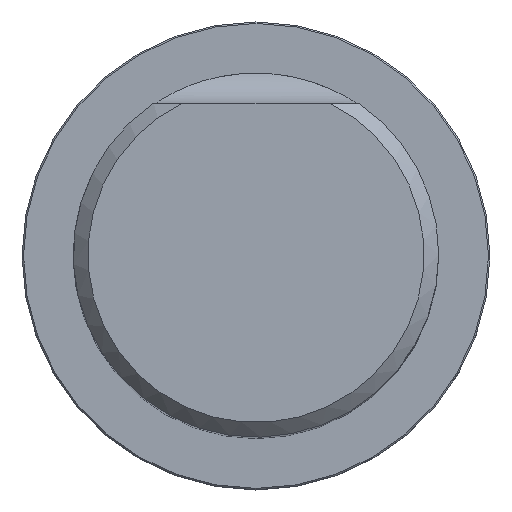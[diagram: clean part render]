
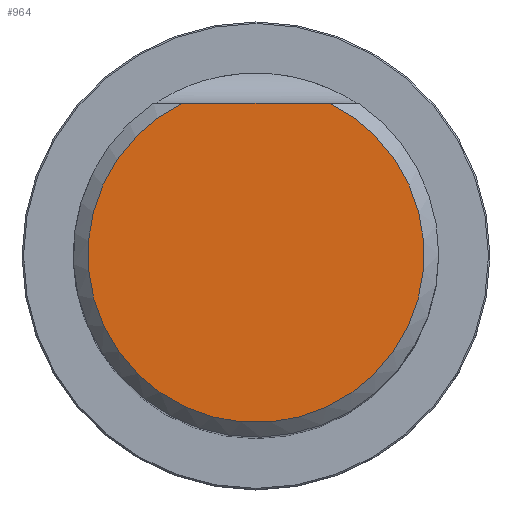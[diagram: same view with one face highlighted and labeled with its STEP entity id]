
A CAD part, top view. The second image highlights one B-rep face of the part: STEP entity #964.
In plain terms, the highlighted planar face has unit normal (0, 0, 1).
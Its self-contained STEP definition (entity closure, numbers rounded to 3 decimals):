
#204=PLANE('',#4978);
#428=LINE('',#7253,#670);
#670=VECTOR('',#5589,1.);
#964=ADVANCED_FACE('CU_SU_1',(#1298),#204,.T.);
#1298=FACE_OUTER_BOUND('',#1536,.T.);
#1536=EDGE_LOOP('',(#2258,#2259));
#1956=CIRCLE('',#4977,11.497);
#2258=ORIENTED_EDGE('',*,*,#4018,.F.);
#2259=ORIENTED_EDGE('',*,*,#4019,.F.);
#3533=VERTEX_POINT('',#7251);
#3534=VERTEX_POINT('',#7252);
#4018=EDGE_CURVE('',#3533,#3534,#1956,.T.);
#4019=EDGE_CURVE('',#3534,#3533,#428,.T.);
#4977=AXIS2_PLACEMENT_3D('',#7250,#5587,#5588);
#4978=AXIS2_PLACEMENT_3D('',#7254,#5590,#5591);
#5587=DIRECTION('',(0.,0.,-1.));
#5588=DIRECTION('',(1.,0.,0.));
#5589=DIRECTION('',(1.,0.,0.));
#5590=DIRECTION('',(0.,0.,1.));
#5591=DIRECTION('',(1.,0.,0.));
#7250=CARTESIAN_POINT('',(0.,0.,56.));
#7251=CARTESIAN_POINT('',(4.999,10.353,56.));
#7252=CARTESIAN_POINT('',(-4.999,10.353,56.));
#7253=CARTESIAN_POINT('',(-50.,10.353,56.));
#7254=CARTESIAN_POINT('',(0.,0.,56.));
